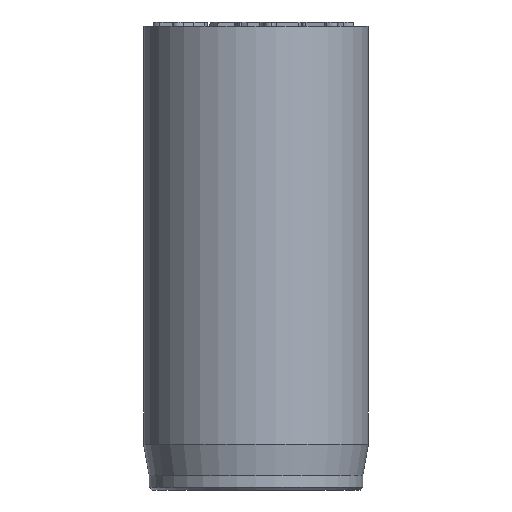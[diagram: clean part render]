
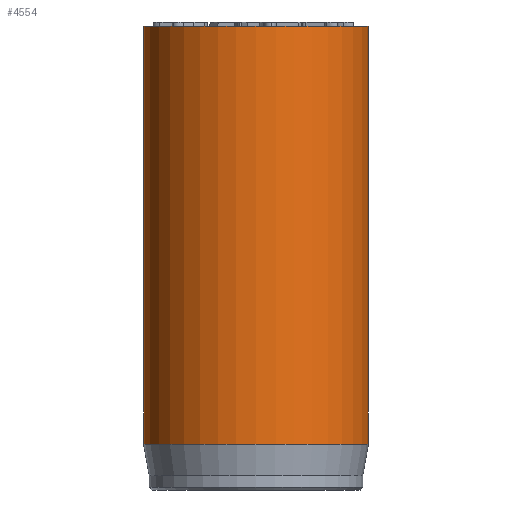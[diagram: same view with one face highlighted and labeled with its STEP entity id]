
A CAD part, front view. The second image highlights one B-rep face of the part: STEP entity #4554.
In plain terms, the highlighted cylindrical face has radius 8 mm (diameter 16 mm), a full revolution.
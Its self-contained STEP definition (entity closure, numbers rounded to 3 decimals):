
#32=CYLINDRICAL_SURFACE('',#4711,8.);
#46=CIRCLE('',#4677,8.);
#62=CIRCLE('',#4709,8.);
#63=CIRCLE('',#4710,8.);
#396=FACE_OUTER_BOUND('',#670,.T.);
#670=EDGE_LOOP('',(#4036,#4037,#4038,#4039,#4040));
#966=LINE('',#8998,#1270);
#1270=VECTOR('',#5180,8.);
#2052=VERTEX_POINT('',#8936);
#2068=VERTEX_POINT('',#8992);
#2069=VERTEX_POINT('',#8993);
#2707=EDGE_CURVE('',#2052,#2052,#46,.T.);
#2731=EDGE_CURVE('',#2068,#2069,#62,.T.);
#2732=EDGE_CURVE('',#2069,#2068,#63,.T.);
#2734=EDGE_CURVE('',#2052,#2068,#966,.T.);
#4036=ORIENTED_EDGE('',*,*,#2707,.T.);
#4037=ORIENTED_EDGE('',*,*,#2734,.T.);
#4038=ORIENTED_EDGE('',*,*,#2731,.T.);
#4039=ORIENTED_EDGE('',*,*,#2732,.T.);
#4040=ORIENTED_EDGE('',*,*,#2734,.F.);
#4554=ADVANCED_FACE('',(#396),#32,.T.);
#4677=AXIS2_PLACEMENT_3D('',#8937,#5101,#5102);
#4709=AXIS2_PLACEMENT_3D('',#8994,#5173,#5174);
#4710=AXIS2_PLACEMENT_3D('',#8995,#5175,#5176);
#4711=AXIS2_PLACEMENT_3D('',#8997,#5178,#5179);
#5101=DIRECTION('center_axis',(0.,0.,-1.));
#5102=DIRECTION('ref_axis',(-1.,0.,0.));
#5173=DIRECTION('center_axis',(0.,0.,1.));
#5174=DIRECTION('ref_axis',(-1.,0.,0.));
#5175=DIRECTION('center_axis',(0.,0.,1.));
#5176=DIRECTION('ref_axis',(-1.,0.,0.));
#5178=DIRECTION('center_axis',(0.,0.,1.));
#5179=DIRECTION('ref_axis',(-1.,0.,0.));
#5180=DIRECTION('',(0.,0.,-1.));
#8936=CARTESIAN_POINT('',(8.,0.,33.));
#8937=CARTESIAN_POINT('Origin',(0.,0.,33.));
#8992=CARTESIAN_POINT('',(8.,0.,3.269));
#8993=CARTESIAN_POINT('',(-8.,0.,3.269));
#8994=CARTESIAN_POINT('Origin',(0.,0.,3.269));
#8995=CARTESIAN_POINT('Origin',(0.,0.,3.269));
#8997=CARTESIAN_POINT('Origin',(0.,0.,0.));
#8998=CARTESIAN_POINT('',(8.,0.,0.));
